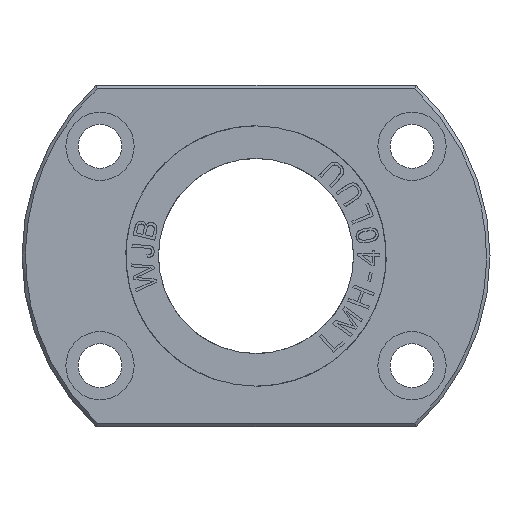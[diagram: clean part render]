
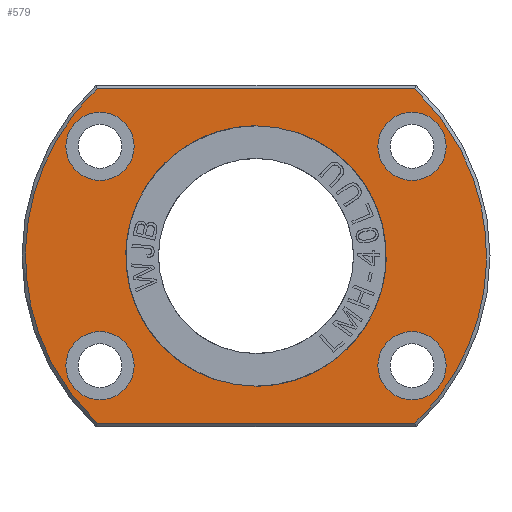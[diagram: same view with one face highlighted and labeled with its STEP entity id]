
A CAD part, left-side view. The second image highlights one B-rep face of the part: STEP entity #579.
In plain terms, the highlighted planar face has unit normal (-1, 0, 0).
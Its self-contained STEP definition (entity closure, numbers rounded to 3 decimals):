
#579=ADVANCED_FACE('',(#1774,#1775,#1776,#1777,#1778,#1779),#950,.T.);
#950=PLANE('',#6975);
#1248=CIRCLE('',#6967,7.);
#1249=CIRCLE('',#6968,7.);
#1250=CIRCLE('',#6969,7.);
#1251=CIRCLE('',#6970,7.);
#1252=CIRCLE('',#6971,7.);
#1253=CIRCLE('',#6972,7.);
#1254=CIRCLE('',#6973,7.);
#1255=CIRCLE('',#6974,7.);
#1379=B_SPLINE_CURVE_WITH_KNOTS('',3,(#10220,#10221,#10222,#10223,#10224,
#10225,#10226,#10227,#10228,#10229),.UNSPECIFIED.,.F.,.F.,(4,2,2,2,4),(0.,
0.25,0.5,0.75,1.),.UNSPECIFIED.);
#1385=B_SPLINE_CURVE_WITH_KNOTS('',3,(#10257,#10258,#10259,#10260,#10261,
#10262,#10263,#10264,#10265,#10266),.UNSPECIFIED.,.F.,.F.,(4,2,2,2,4),(0.,
0.25,0.5,0.75,1.),.UNSPECIFIED.);
#1386=B_SPLINE_CURVE_WITH_KNOTS('',3,(#10269,#10270,#10271,#10272,#10273,
#10274,#10275,#10276,#10277,#10278),.UNSPECIFIED.,.F.,.F.,(4,2,2,2,4),(0.,
0.25,0.5,0.75,1.),.UNSPECIFIED.);
#1387=B_SPLINE_CURVE_WITH_KNOTS('',3,(#10296,#10297,#10298,#10299,#10300,
#10301,#10302,#10303,#10304,#10305),.UNSPECIFIED.,.F.,.F.,(4,2,2,2,4),(0.,
0.25,0.5,0.75,1.),.UNSPECIFIED.);
#1388=B_SPLINE_CURVE_WITH_KNOTS('',3,(#10308,#10309,#10310,#10311),.UNSPECIFIED.,
 .F.,.F.,(4,4),(0.,1.),.UNSPECIFIED.);
#1389=B_SPLINE_CURVE_WITH_KNOTS('',3,(#10312,#10313,#10314,#10315),.UNSPECIFIED.,
 .F.,.F.,(4,4),(0.,1.),.UNSPECIFIED.);
#1774=FACE_BOUND('',#1888,.T.);
#1775=FACE_BOUND('',#1889,.T.);
#1776=FACE_BOUND('',#1890,.T.);
#1777=FACE_BOUND('',#1891,.T.);
#1778=FACE_BOUND('',#1892,.T.);
#1779=FACE_BOUND('',#1893,.T.);
#1888=EDGE_LOOP('',(#2592,#2593));
#1889=EDGE_LOOP('',(#2594,#2595));
#1890=EDGE_LOOP('',(#2596,#2597));
#1891=EDGE_LOOP('',(#2598,#2599));
#1892=EDGE_LOOP('',(#2600,#2601));
#1893=EDGE_LOOP('',(#2602,#2603,#2604,#2605));
#2592=ORIENTED_EDGE('',*,*,#5151,.F.);
#2593=ORIENTED_EDGE('',*,*,#5152,.F.);
#2594=ORIENTED_EDGE('',*,*,#5153,.F.);
#2595=ORIENTED_EDGE('',*,*,#5154,.F.);
#2596=ORIENTED_EDGE('',*,*,#5155,.F.);
#2597=ORIENTED_EDGE('',*,*,#5156,.F.);
#2598=ORIENTED_EDGE('',*,*,#5157,.F.);
#2599=ORIENTED_EDGE('',*,*,#5158,.F.);
#2600=ORIENTED_EDGE('',*,*,#5150,.T.);
#2601=ORIENTED_EDGE('',*,*,#5149,.T.);
#2602=ORIENTED_EDGE('',*,*,#5159,.F.);
#2603=ORIENTED_EDGE('',*,*,#5160,.F.);
#2604=ORIENTED_EDGE('',*,*,#5142,.F.);
#2605=ORIENTED_EDGE('',*,*,#5161,.F.);
#4490=VERTEX_POINT('',#10219);
#4491=VERTEX_POINT('',#10230);
#4494=VERTEX_POINT('',#10267);
#4495=VERTEX_POINT('',#10268);
#4496=VERTEX_POINT('',#10281);
#4497=VERTEX_POINT('',#10282);
#4498=VERTEX_POINT('',#10285);
#4499=VERTEX_POINT('',#10286);
#4500=VERTEX_POINT('',#10289);
#4501=VERTEX_POINT('',#10290);
#4502=VERTEX_POINT('',#10293);
#4503=VERTEX_POINT('',#10294);
#4504=VERTEX_POINT('',#10306);
#4505=VERTEX_POINT('',#10307);
#5142=EDGE_CURVE('',#4490,#4491,#1379,.T.);
#5149=EDGE_CURVE('',#4494,#4495,#1385,.T.);
#5150=EDGE_CURVE('',#4495,#4494,#1386,.T.);
#5151=EDGE_CURVE('',#4496,#4497,#1248,.T.);
#5152=EDGE_CURVE('',#4497,#4496,#1249,.T.);
#5153=EDGE_CURVE('',#4498,#4499,#1250,.T.);
#5154=EDGE_CURVE('',#4499,#4498,#1251,.T.);
#5155=EDGE_CURVE('',#4500,#4501,#1252,.T.);
#5156=EDGE_CURVE('',#4501,#4500,#1253,.T.);
#5157=EDGE_CURVE('',#4502,#4503,#1254,.T.);
#5158=EDGE_CURVE('',#4503,#4502,#1255,.T.);
#5159=EDGE_CURVE('',#4504,#4505,#1387,.T.);
#5160=EDGE_CURVE('',#4491,#4504,#1388,.T.);
#5161=EDGE_CURVE('',#4505,#4490,#1389,.T.);
#6967=AXIS2_PLACEMENT_3D('',#10280,#7600,#7601);
#6968=AXIS2_PLACEMENT_3D('',#10283,#7602,#7603);
#6969=AXIS2_PLACEMENT_3D('',#10284,#7604,#7605);
#6970=AXIS2_PLACEMENT_3D('',#10287,#7606,#7607);
#6971=AXIS2_PLACEMENT_3D('',#10288,#7608,#7609);
#6972=AXIS2_PLACEMENT_3D('',#10291,#7610,#7611);
#6973=AXIS2_PLACEMENT_3D('',#10292,#7612,#7613);
#6974=AXIS2_PLACEMENT_3D('',#10295,#7614,#7615);
#6975=AXIS2_PLACEMENT_3D('',#10316,#7616,#7617);
#7600=DIRECTION('',(-1.,0.,0.));
#7601=DIRECTION('',(0.,0.,1.));
#7602=DIRECTION('',(-1.,0.,0.));
#7603=DIRECTION('',(0.,0.,1.));
#7604=DIRECTION('',(-1.,0.,0.));
#7605=DIRECTION('',(0.,0.,1.));
#7606=DIRECTION('',(-1.,0.,0.));
#7607=DIRECTION('',(0.,0.,1.));
#7608=DIRECTION('',(-1.,0.,0.));
#7609=DIRECTION('',(0.,0.,1.));
#7610=DIRECTION('',(-1.,0.,0.));
#7611=DIRECTION('',(0.,0.,1.));
#7612=DIRECTION('',(-1.,0.,0.));
#7613=DIRECTION('',(0.,0.,1.));
#7614=DIRECTION('',(-1.,0.,0.));
#7615=DIRECTION('',(0.,0.,1.));
#7616=DIRECTION('',(-1.,0.,0.));
#7617=DIRECTION('',(0.,0.,1.));
#10219=CARTESIAN_POINT('',(0.,32.57,-34.3));
#10220=CARTESIAN_POINT('',(0.,32.57,-34.3));
#10221=CARTESIAN_POINT('',(0.,37.208,-29.896));
#10222=CARTESIAN_POINT('',(0.,40.938,-24.541));
#10223=CARTESIAN_POINT('',(0.,45.985,-12.788));
#10224=CARTESIAN_POINT('',(0.,47.3,-6.395));
#10225=CARTESIAN_POINT('',(0.,47.3,6.395));
#10226=CARTESIAN_POINT('',(0.,45.985,12.788));
#10227=CARTESIAN_POINT('',(0.,40.938,24.541));
#10228=CARTESIAN_POINT('',(0.,37.208,29.896));
#10229=CARTESIAN_POINT('',(0.,32.57,34.3));
#10230=CARTESIAN_POINT('',(0.,32.57,34.3));
#10257=CARTESIAN_POINT('',(0.,0.,26.7));
#10258=CARTESIAN_POINT('',(0.,-7.013,26.7));
#10259=CARTESIAN_POINT('',(0.,-13.922,23.837));
#10260=CARTESIAN_POINT('',(0.,-23.837,13.922));
#10261=CARTESIAN_POINT('',(0.,-26.7,7.011));
#10262=CARTESIAN_POINT('',(0.,-26.7,-7.011));
#10263=CARTESIAN_POINT('',(0.,-23.837,-13.922));
#10264=CARTESIAN_POINT('',(0.,-13.922,-23.837));
#10265=CARTESIAN_POINT('',(0.,-7.015,-26.7));
#10266=CARTESIAN_POINT('',(0.,0.,-26.7));
#10267=CARTESIAN_POINT('',(0.,0.,
26.7));
#10268=CARTESIAN_POINT('',(0.,0.,
-26.7));
#10269=CARTESIAN_POINT('',(0.,0.,-26.7));
#10270=CARTESIAN_POINT('',(0.,7.013,-26.7));
#10271=CARTESIAN_POINT('',(0.,13.922,-23.837));
#10272=CARTESIAN_POINT('',(0.,23.837,-13.922));
#10273=CARTESIAN_POINT('',(0.,26.7,-7.011));
#10274=CARTESIAN_POINT('',(0.,26.7,7.011));
#10275=CARTESIAN_POINT('',(0.,23.837,13.922));
#10276=CARTESIAN_POINT('',(0.,13.922,23.837));
#10277=CARTESIAN_POINT('',(0.,7.015,26.7));
#10278=CARTESIAN_POINT('',(0.,0.,26.7));
#10280=CARTESIAN_POINT('',(0.,-32.,22.5));
#10281=CARTESIAN_POINT('',(0.,-32.,29.5));
#10282=CARTESIAN_POINT('',(0.,-32.,15.5));
#10283=CARTESIAN_POINT('',(0.,-32.,22.5));
#10284=CARTESIAN_POINT('',(0.,32.,22.5));
#10285=CARTESIAN_POINT('',(0.,32.,29.5));
#10286=CARTESIAN_POINT('',(0.,32.,15.5));
#10287=CARTESIAN_POINT('',(0.,32.,22.5));
#10288=CARTESIAN_POINT('',(0.,-32.,-22.5));
#10289=CARTESIAN_POINT('',(0.,-32.,-15.5));
#10290=CARTESIAN_POINT('',(0.,-32.,-29.5));
#10291=CARTESIAN_POINT('',(0.,-32.,-22.5));
#10292=CARTESIAN_POINT('',(0.,32.,-22.5));
#10293=CARTESIAN_POINT('',(0.,32.,-15.5));
#10294=CARTESIAN_POINT('',(0.,32.,-29.5));
#10295=CARTESIAN_POINT('',(0.,32.,-22.5));
#10296=CARTESIAN_POINT('',(0.,-32.57,34.3));
#10297=CARTESIAN_POINT('',(0.,-37.208,29.896));
#10298=CARTESIAN_POINT('',(0.,-40.938,24.541));
#10299=CARTESIAN_POINT('',(0.,-45.985,12.788));
#10300=CARTESIAN_POINT('',(0.,-47.3,6.395));
#10301=CARTESIAN_POINT('',(0.,-47.3,-6.395));
#10302=CARTESIAN_POINT('',(0.,-45.985,-12.788));
#10303=CARTESIAN_POINT('',(0.,-40.938,-24.541));
#10304=CARTESIAN_POINT('',(0.,-37.208,-29.896));
#10305=CARTESIAN_POINT('',(0.,-32.57,-34.3));
#10306=CARTESIAN_POINT('',(0.,-32.57,34.3));
#10307=CARTESIAN_POINT('',(0.,-32.57,-34.3));
#10308=CARTESIAN_POINT('',(0.,32.57,34.3));
#10309=CARTESIAN_POINT('',(0.,10.857,34.3));
#10310=CARTESIAN_POINT('',(0.,-10.857,34.3));
#10311=CARTESIAN_POINT('',(0.,-32.57,34.3));
#10312=CARTESIAN_POINT('',(0.,-32.57,-34.3));
#10313=CARTESIAN_POINT('',(0.,-10.857,-34.3));
#10314=CARTESIAN_POINT('',(0.,10.857,-34.3));
#10315=CARTESIAN_POINT('',(0.,32.57,-34.3));
#10316=CARTESIAN_POINT('',(0.,-48.246,-47.3));
